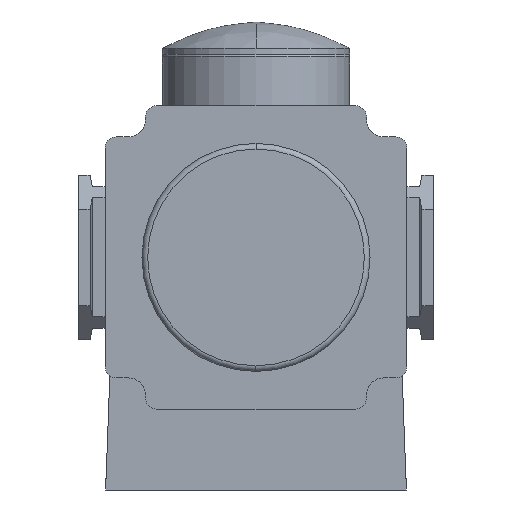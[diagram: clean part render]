
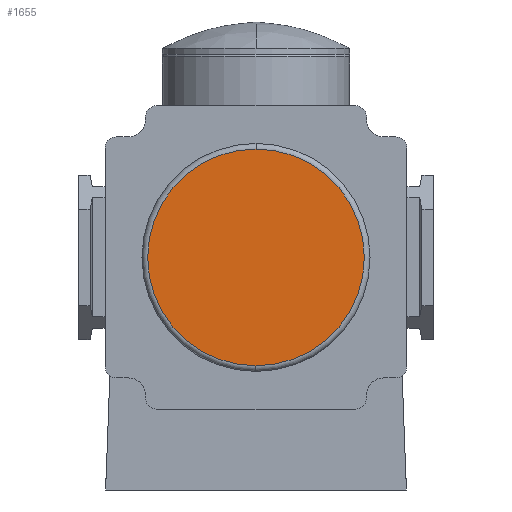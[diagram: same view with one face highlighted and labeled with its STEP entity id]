
A CAD part, front view. The second image highlights one B-rep face of the part: STEP entity #1655.
In plain terms, the highlighted planar face has unit normal (0, -1, 0).
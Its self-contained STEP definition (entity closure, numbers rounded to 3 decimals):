
#1051 = CARTESIAN_POINT ( 'NONE',  ( 0., -29.5, -19.1 ) ) ;
#1340 = VERTEX_POINT ( 'NONE', #5949 ) ;
#1418 = ORIENTED_EDGE ( 'NONE', *, *, #3975, .T. ) ;
#1655 = ADVANCED_FACE ( 'NONE', ( #1819 ), #2300, .F. ) ;
#1819 = FACE_OUTER_BOUND ( 'NONE', #4464, .T. ) ;
#2300 = PLANE ( 'NONE',  #2417 ) ;
#2333 = DIRECTION ( 'NONE',  ( 0., 1., 0. ) ) ;
#2348 = AXIS2_PLACEMENT_3D ( 'NONE', #5129, #2749, #3223 ) ;
#2417 = AXIS2_PLACEMENT_3D ( 'NONE', #3748, #2333, #5280 ) ;
#2733 = EDGE_CURVE ( 'NONE', #6079, #1340, #5074, .T. ) ;
#2749 = DIRECTION ( 'NONE',  ( 0., -1., 0. ) ) ;
#2831 = DIRECTION ( 'NONE',  ( 0., -1., 0. ) ) ;
#3164 = AXIS2_PLACEMENT_3D ( 'NONE', #6195, #2831, #6227 ) ;
#3223 = DIRECTION ( 'NONE',  ( 0., 0., -1. ) ) ;
#3269 = ORIENTED_EDGE ( 'NONE', *, *, #2733, .T. ) ;
#3748 = CARTESIAN_POINT ( 'NONE',  ( 19.1, -29.5, 0. ) ) ;
#3975 = EDGE_CURVE ( 'NONE', #1340, #6079, #5900, .T. ) ;
#4464 = EDGE_LOOP ( 'NONE', ( #3269, #1418 ) ) ;
#5074 = CIRCLE ( 'NONE', #2348, 19.1 ) ;
#5129 = CARTESIAN_POINT ( 'NONE',  ( 0., -29.5, 0. ) ) ;
#5280 = DIRECTION ( 'NONE',  ( 0., 0., 1. ) ) ;
#5900 = CIRCLE ( 'NONE', #3164, 19.1 ) ;
#5949 = CARTESIAN_POINT ( 'NONE',  ( 0., -29.5, 19.1 ) ) ;
#6079 = VERTEX_POINT ( 'NONE', #1051 ) ;
#6195 = CARTESIAN_POINT ( 'NONE',  ( 0., -29.5, 0. ) ) ;
#6227 = DIRECTION ( 'NONE',  ( 0., 0., -1. ) ) ;
